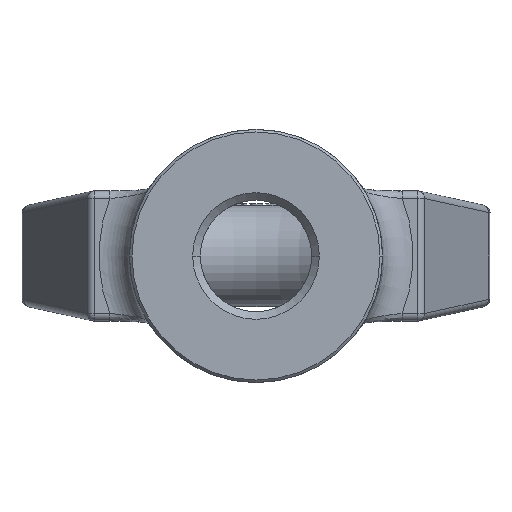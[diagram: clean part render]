
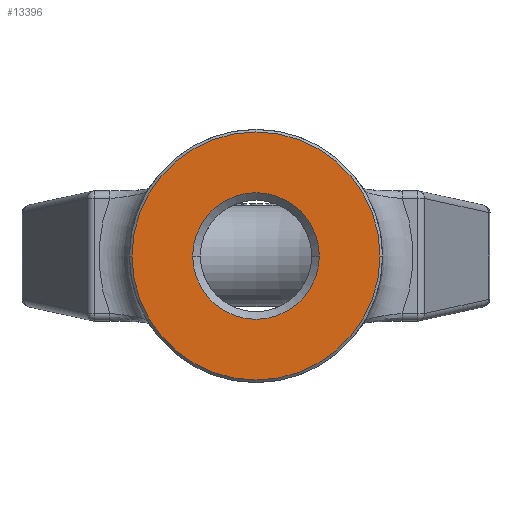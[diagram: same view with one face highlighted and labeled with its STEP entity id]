
A CAD part, front view. The second image highlights one B-rep face of the part: STEP entity #13396.
In plain terms, the highlighted planar face has unit normal (0, -1, 0).
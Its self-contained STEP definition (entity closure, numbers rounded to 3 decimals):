
#4462=CARTESIAN_POINT('',(0.,-44.5,0.));
#4463=DIRECTION('',(0.,-1.,0.));
#4464=DIRECTION('',(-1.,0.,0.));
#4465=AXIS2_PLACEMENT_3D('',#4462,#4463,#4464);
#4467=CARTESIAN_POINT('',(0.,-44.5,0.));
#4468=DIRECTION('',(0.,1.,0.));
#4469=DIRECTION('',(-1.,0.,0.));
#4470=AXIS2_PLACEMENT_3D('',#4467,#4468,#4469);
#4472=CARTESIAN_POINT('',(0.,-44.5,0.));
#4473=DIRECTION('',(0.,-1.,0.));
#4474=DIRECTION('',(-1.,0.,0.));
#4475=AXIS2_PLACEMENT_3D('',#4472,#4473,#4474);
#4477=CARTESIAN_POINT('',(0.,-44.5,0.));
#4478=DIRECTION('',(0.,-1.,0.));
#4479=DIRECTION('',(1.,0.,0.));
#4480=AXIS2_PLACEMENT_3D('',#4477,#4478,#4479);
#5875=CARTESIAN_POINT('',(-24.5,-44.5,0.));
#5876=VERTEX_POINT('',#5875);
#5877=CARTESIAN_POINT('',(24.5,-44.5,0.));
#5878=VERTEX_POINT('',#5877);
#5883=CARTESIAN_POINT('',(-12.5,-44.5,0.));
#5884=CARTESIAN_POINT('',(12.5,-44.5,0.));
#5885=VERTEX_POINT('',#5883);
#5886=VERTEX_POINT('',#5884);
#13380=CARTESIAN_POINT('',(0.,-44.5,0.));
#13381=DIRECTION('',(0.,1.,0.));
#13382=DIRECTION('',(1.,0.,0.));
#13383=AXIS2_PLACEMENT_3D('',#13380,#13381,#13382);
#13384=PLANE('',#13383);
#13386=ORIENTED_EDGE('',*,*,#13385,.F.);
#13388=ORIENTED_EDGE('',*,*,#13387,.T.);
#13389=EDGE_LOOP('',(#13386,#13388));
#13390=FACE_OUTER_BOUND('',#13389,.F.);
#13391=ORIENTED_EDGE('',*,*,#13370,.T.);
#13393=ORIENTED_EDGE('',*,*,#13392,.T.);
#13394=EDGE_LOOP('',(#13391,#13393));
#13395=FACE_BOUND('',#13394,.F.);
#13396=ADVANCED_FACE('',(#13390,#13395),#13384,.F.);
#4466=CIRCLE('',#4465,24.5);
#4471=CIRCLE('',#4470,24.5);
#4476=CIRCLE('',#4475,12.5);
#4481=CIRCLE('',#4480,12.5);
#13370=EDGE_CURVE('',#5885,#5886,#4476,.T.);
#13385=EDGE_CURVE('',#5876,#5878,#4466,.T.);
#13387=EDGE_CURVE('',#5876,#5878,#4471,.T.);
#13392=EDGE_CURVE('',#5886,#5885,#4481,.T.);
